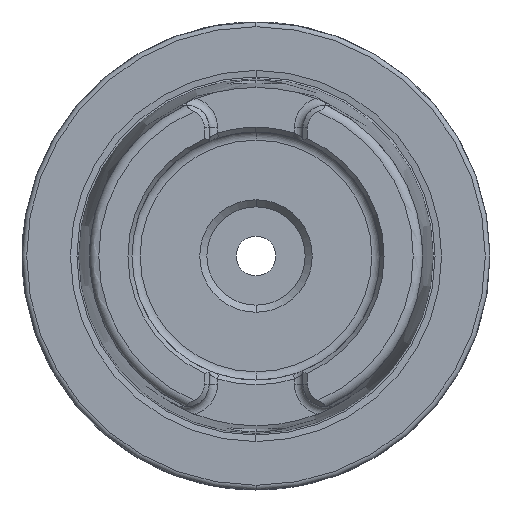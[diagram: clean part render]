
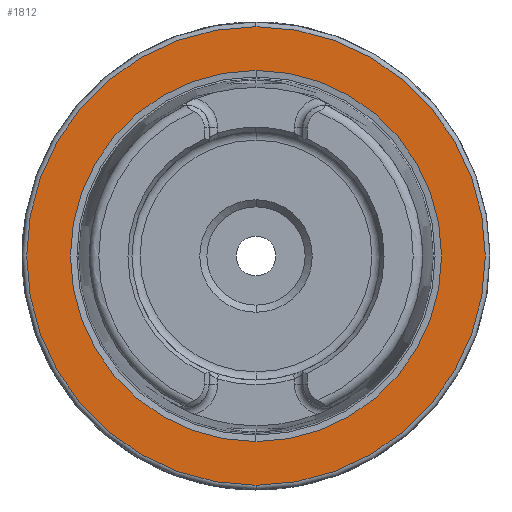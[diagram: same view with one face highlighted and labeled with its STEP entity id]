
A CAD part, left-side view. The second image highlights one B-rep face of the part: STEP entity #1812.
In plain terms, the highlighted planar face has unit normal (-1, 0, 0).
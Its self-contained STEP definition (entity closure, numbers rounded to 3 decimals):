
#532 = VERTEX_POINT ( 'NONE', #3091 ) ;
#754 = VERTEX_POINT ( 'NONE', #3899 ) ;
#766 = VERTEX_POINT ( 'NONE', #3798 ) ;
#958 = EDGE_CURVE ( 'NONE', #766, #754, #4453, .T. ) ;
#1044 = EDGE_CURVE ( 'NONE', #1045, #532, #4769, .T. ) ;
#1045 = VERTEX_POINT ( 'NONE', #4625 ) ;
#1812 = ADVANCED_FACE ( 'NONE', ( #5978, #5936 ), #6008, .T. ) ;
#1813 = EDGE_LOOP ( 'NONE', ( #1814, #1815 ) ) ;
#1814 = ORIENTED_EDGE ( 'NONE', *, *, #1044, .T. ) ;
#1815 = ORIENTED_EDGE ( 'NONE', *, *, #1856, .T. ) ;
#1856 = EDGE_CURVE ( 'NONE', #532, #1045, #6415, .T. ) ;
#1857 = EDGE_LOOP ( 'NONE', ( #1858, #1859 ) ) ;
#1858 = ORIENTED_EDGE ( 'NONE', *, *, #958, .F. ) ;
#1859 = ORIENTED_EDGE ( 'NONE', *, *, #1867, .F. ) ;
#1867 = EDGE_CURVE ( 'NONE', #754, #766, #6443, .T. ) ;
#3091 = CARTESIAN_POINT ( 'NONE',  ( 0., 0., -39.647 ) ) ;
#3798 = CARTESIAN_POINT ( 'NONE',  ( 0., 0., -49. ) ) ;
#3899 = CARTESIAN_POINT ( 'NONE',  ( 0., 0., 49. ) ) ;
#4450 = DIRECTION ( 'NONE',  ( 0., 0., -1. ) ) ;
#4451 = DIRECTION ( 'NONE',  ( 1., 0., 0. ) ) ;
#4452 = AXIS2_PLACEMENT_3D ( 'NONE', #4458, #4451, #4450 ) ;
#4453 = CIRCLE ( 'NONE', #4452, 49. ) ;
#4458 = CARTESIAN_POINT ( 'NONE',  ( 0., 0., 0. ) ) ;
#4624 = AXIS2_PLACEMENT_3D ( 'NONE', #4627, #4629, #4773 ) ;
#4625 = CARTESIAN_POINT ( 'NONE',  ( 0., 0., 39.647 ) ) ;
#4627 = CARTESIAN_POINT ( 'NONE',  ( 0., 0., 0. ) ) ;
#4629 = DIRECTION ( 'NONE',  ( 1., 0., 0. ) ) ;
#4769 = CIRCLE ( 'NONE', #4624, 39.647 ) ;
#4773 = DIRECTION ( 'NONE',  ( 0., 0., -1. ) ) ;
#5928 = DIRECTION ( 'NONE',  ( -1., 0., 0. ) ) ;
#5934 = CARTESIAN_POINT ( 'NONE',  ( 0., 39.647, 0. ) ) ;
#5935 = AXIS2_PLACEMENT_3D ( 'NONE', #5934, #5928, #5955 ) ;
#5936 = FACE_OUTER_BOUND ( 'NONE', #1857, .T. ) ;
#5955 = DIRECTION ( 'NONE',  ( 0., 0., 1. ) ) ;
#5978 = FACE_BOUND ( 'NONE', #1813, .T. ) ;
#6008 = PLANE ( 'NONE',  #5935 ) ;
#6388 = DIRECTION ( 'NONE',  ( 0., 0., -1. ) ) ;
#6415 = CIRCLE ( 'NONE', #6425, 39.647 ) ;
#6423 = DIRECTION ( 'NONE',  ( 1., 0., 0. ) ) ;
#6424 = CARTESIAN_POINT ( 'NONE',  ( 0., 0., 0. ) ) ;
#6425 = AXIS2_PLACEMENT_3D ( 'NONE', #6424, #6423, #6388 ) ;
#6443 = CIRCLE ( 'NONE', #6463, 49. ) ;
#6463 = AXIS2_PLACEMENT_3D ( 'NONE', #6486, #6485, #6484 ) ;
#6484 = DIRECTION ( 'NONE',  ( 0., 0., -1. ) ) ;
#6485 = DIRECTION ( 'NONE',  ( 1., 0., 0. ) ) ;
#6486 = CARTESIAN_POINT ( 'NONE',  ( 0., 0., 0. ) ) ;
